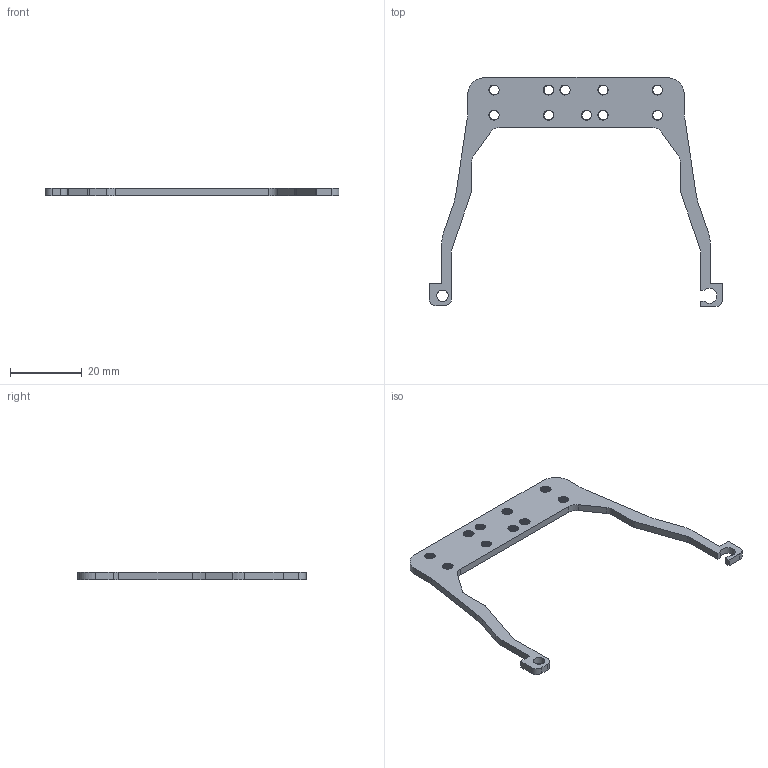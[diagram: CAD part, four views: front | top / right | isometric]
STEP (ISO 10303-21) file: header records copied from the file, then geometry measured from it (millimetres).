
FILE_DESCRIPTION(/* description */ (''),/* implementation_level */ '2;1');
FILE_NAME(/* name */ '3D_1980020030041_M16B_E-PE_V1.0.stp',/* time_stamp */ '2024-03-19T17:11:54+08:00',/* author */ (''),/* organization */ (''),/* preprocessor_version */ 'ST-DEVELOPER v18.1',/* originating_system */ 'SIEMENS PLM Software NX 1980',/* authorisation */ '');
FILE_SCHEMA (('AUTOMOTIVE_DESIGN { 1 0 10303 214 3 1 1 1 }'));
Length unit declared in the file: millimetre
Products named in the file (1): 1980020030041_01-M16B_E-PE_屏蔽端固线板_镀蓝白锌_
成品_挂镀_
Bounding box: 82 x 63.9 x 2 mm (x, y, z)
Volume: 2328.7 mm3; surface area: 3310.8 mm2
Topology: 1 solids, 1 shells, 90 faces, 264 edges, 176 vertices
Faces by surface type: cylinder 41, plane 29, bspline 20
Full cylindrical faces by diameter (mm): 3.2 x1
Entity records: 17594 total; most frequent: CARTESIAN_POINT 15281, ORIENTED_EDGE 526, DIRECTION 402, EDGE_CURVE 263, VERTEX_POINT 176, AXIS2_PLACEMENT_3D 153, EDGE_LOOP 113, LINE 96
